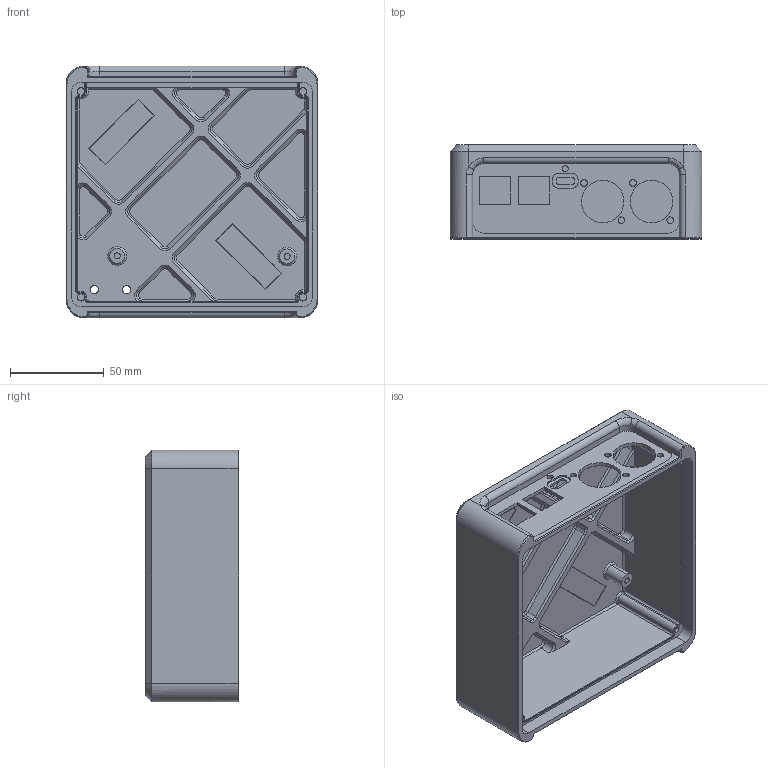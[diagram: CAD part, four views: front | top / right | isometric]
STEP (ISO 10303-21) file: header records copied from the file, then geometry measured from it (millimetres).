
FILE_DESCRIPTION (( 'STEP AP203' ), '1' );
FILE_NAME ('Beacon_V1.1_housing.STEP', '2026-03-03T13:13:06', ( '' ), ( '' ), 'SwSTEP 2.0', 'SolidWorks 2024', '' );
FILE_SCHEMA (( 'CONFIG_CONTROL_DESIGN' ));
Length unit declared in the file: millimetre
Products named in the file (1): Beacon_V1.1_housing
Bounding box: 134 x 50 x 134 mm (x, y, z)
Volume: 185206.1 mm3; surface area: 87180.6 mm2
Topology: 1 solids, 1 shells, 461 faces, 1122 edges, 672 vertices
Faces by surface type: plane 222, cone 117, cylinder 116, torus 4, bspline 2
Entity records: 13508 total; most frequent: CARTESIAN_POINT 2438, DIRECTION 2375, ORIENTED_EDGE 2236, EDGE_CURVE 1118, AXIS2_PLACEMENT_3D 821, VECTOR 733, LINE 733, VERTEX_POINT 672
